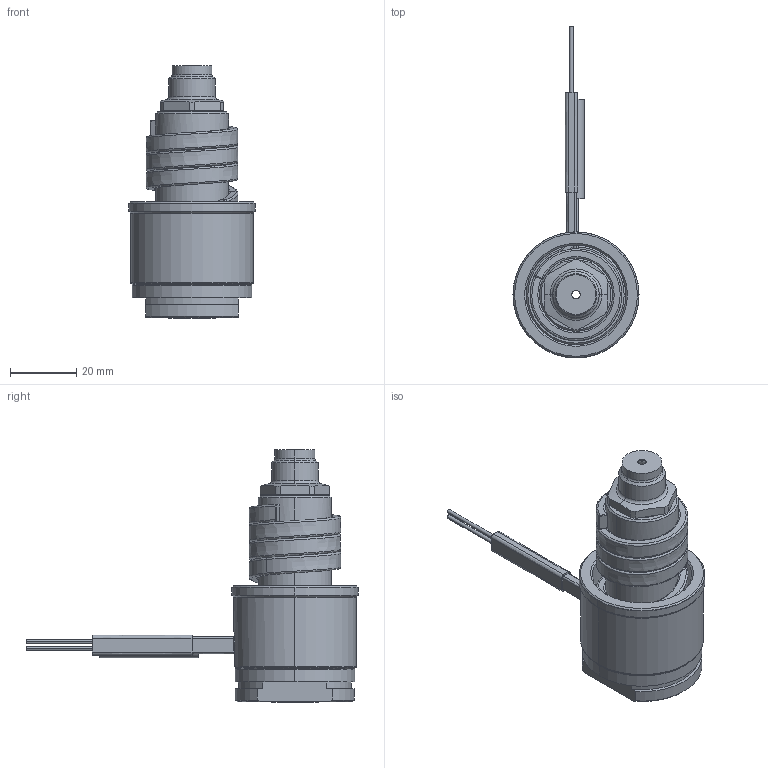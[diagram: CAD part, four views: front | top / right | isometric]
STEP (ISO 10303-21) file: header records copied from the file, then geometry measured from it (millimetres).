
FILE_DESCRIPTION((''),'2;1');
FILE_NAME('LS-76-AEM-N','2014-02-17T',('Íàòàëüÿ'),('IMID'),'PRO/ENGINEER BY PARAMETRIC TECHNOLOGY CORPORATION, 2010480','PRO/ENGINEER BY PARAMETRIC TECHNOLOGY CORPORATION, 2010480','');
FILE_SCHEMA(('CONFIG_CONTROL_DESIGN'));
Length unit declared in the file: millimetre
Products named in the file (1): LS-76-AEM-N
Bounding box: 38 x 100 x 76.2 mm (x, y, z)
Volume: 44209.3 mm3; surface area: 22640.4 mm2
Topology: 1 solids, 7 shells, 289 faces, 710 edges, 423 vertices
Faces by surface type: cylinder 93, bspline 53, cone 52, plane 48, torus 24, revolution 9, extrusion 8, sphere 2
Entity records: 13981 total; most frequent: CARTESIAN_POINT 7482, ORIENTED_EDGE 1380, DIRECTION 1270, EDGE_CURVE 702, AXIS2_PLACEMENT_3D 505, VERTEX_POINT 423, EDGE_LOOP 311, FACE_OUTER_BOUND 289
